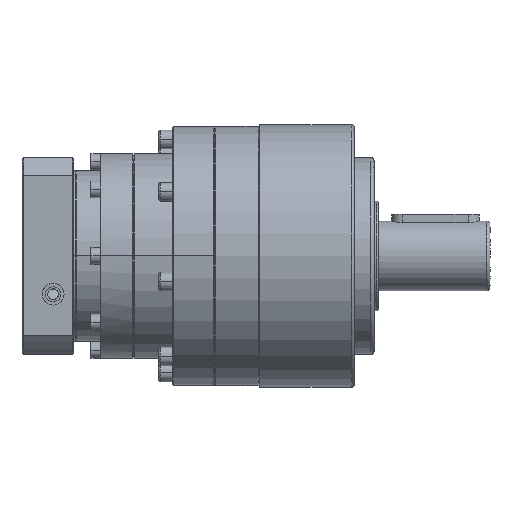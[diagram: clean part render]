
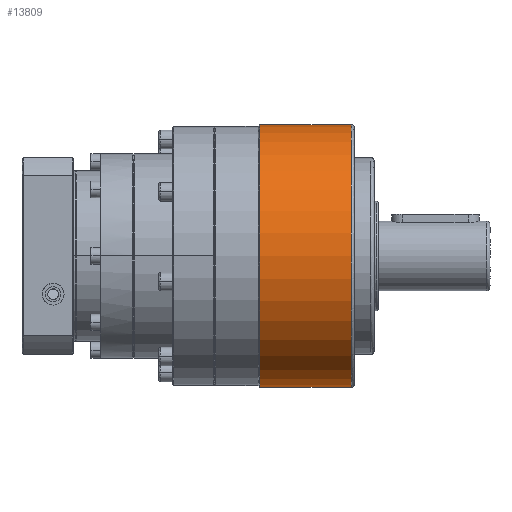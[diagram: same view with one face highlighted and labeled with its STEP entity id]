
A CAD part, top view. The second image highlights one B-rep face of the part: STEP entity #13809.
In plain terms, the highlighted cylindrical face has radius 60 mm (diameter 120 mm), a partial arc.
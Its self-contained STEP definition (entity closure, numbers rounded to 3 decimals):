
#1894 = CARTESIAN_POINT ( 'NONE',  ( 60., 0., 20.75 ) ) ;
#2413 = AXIS2_PLACEMENT_3D ( 'NONE', #17593, #17575, #17521 ) ;
#3138 = CARTESIAN_POINT ( 'NONE',  ( 60., 0., 0. ) ) ;
#3178 = ORIENTED_EDGE ( 'NONE', *, *, #7839, .F. ) ;
#3798 = AXIS2_PLACEMENT_3D ( 'NONE', #23307, #8372, #19745 ) ;
#4065 = DIRECTION ( 'NONE',  ( 0., 0., 1. ) ) ;
#4217 = EDGE_LOOP ( 'NONE', ( #3178, #6600, #16676, #20164 ) ) ;
#4303 = CARTESIAN_POINT ( 'NONE',  ( -60., 0., 0. ) ) ;
#4490 = LINE ( 'NONE', #4303, #23858 ) ;
#5594 = FACE_OUTER_BOUND ( 'NONE', #4217, .T. ) ;
#6600 = ORIENTED_EDGE ( 'NONE', *, *, #13317, .T. ) ;
#7223 = LINE ( 'NONE', #3138, #17356 ) ;
#7336 = EDGE_CURVE ( 'NONE', #15420, #7656, #21940, .T. ) ;
#7640 = VERTEX_POINT ( 'NONE', #11551 ) ;
#7656 = VERTEX_POINT ( 'NONE', #9964 ) ;
#7839 = EDGE_CURVE ( 'NONE', #7640, #7656, #4490, .T. ) ;
#7871 = EDGE_CURVE ( 'NONE', #7970, #15420, #7223, .T. ) ;
#7970 = VERTEX_POINT ( 'NONE', #1894 ) ;
#8372 = DIRECTION ( 'NONE',  ( 0., 0., 1. ) ) ;
#8420 = CYLINDRICAL_SURFACE ( 'NONE', #3798, 60. ) ;
#8774 = AXIS2_PLACEMENT_3D ( 'NONE', #10113, #23003, #12021 ) ;
#9964 = CARTESIAN_POINT ( 'NONE',  ( -60., 0., 62.5 ) ) ;
#10113 = CARTESIAN_POINT ( 'NONE',  ( 0., 0., 20.75 ) ) ;
#11551 = CARTESIAN_POINT ( 'NONE',  ( -60., 0., 20.75 ) ) ;
#12021 = DIRECTION ( 'NONE',  ( 1., 0., 0. ) ) ;
#13317 = EDGE_CURVE ( 'NONE', #7640, #7970, #15223, .T. ) ;
#13809 = ADVANCED_FACE ( 'NONE', ( #5594 ), #8420, .T. ) ;
#15223 = CIRCLE ( 'NONE', #8774, 60. ) ;
#15420 = VERTEX_POINT ( 'NONE', #22952 ) ;
#16676 = ORIENTED_EDGE ( 'NONE', *, *, #7871, .T. ) ;
#17356 = VECTOR ( 'NONE', #21394, 1000. ) ;
#17521 = DIRECTION ( 'NONE',  ( 1., 0., 0. ) ) ;
#17575 = DIRECTION ( 'NONE',  ( 0., 0., -1. ) ) ;
#17593 = CARTESIAN_POINT ( 'NONE',  ( 0., 0., 62.5 ) ) ;
#19745 = DIRECTION ( 'NONE',  ( 1., 0., 0. ) ) ;
#20164 = ORIENTED_EDGE ( 'NONE', *, *, #7336, .T. ) ;
#21394 = DIRECTION ( 'NONE',  ( 0., 0., 1. ) ) ;
#21940 = CIRCLE ( 'NONE', #2413, 60. ) ;
#22952 = CARTESIAN_POINT ( 'NONE',  ( 60., 0., 62.5 ) ) ;
#23003 = DIRECTION ( 'NONE',  ( 0., 0., 1. ) ) ;
#23307 = CARTESIAN_POINT ( 'NONE',  ( 0., 0., 0. ) ) ;
#23858 = VECTOR ( 'NONE', #4065, 1000. ) ;
